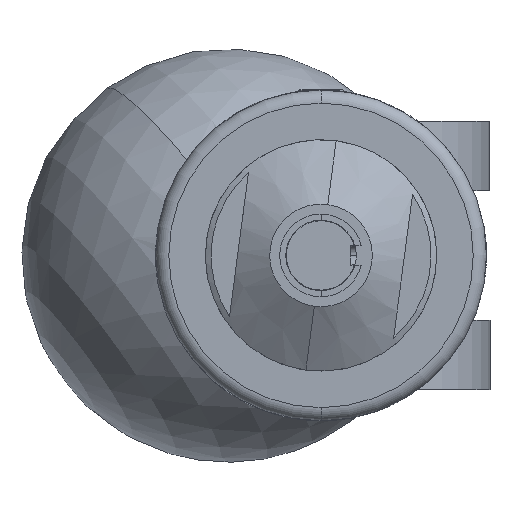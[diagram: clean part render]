
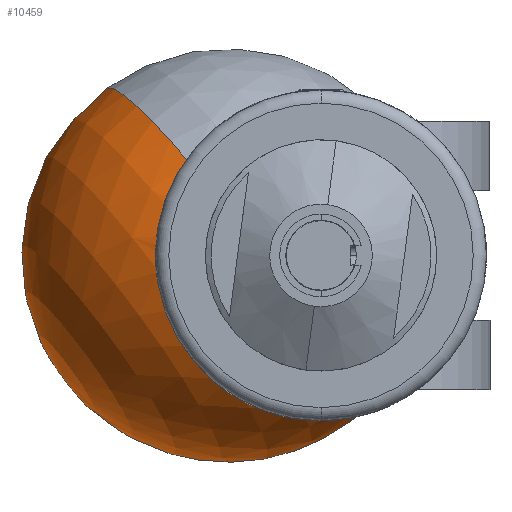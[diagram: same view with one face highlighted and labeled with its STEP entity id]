
A CAD part, left-side view. The second image highlights one B-rep face of the part: STEP entity #10459.
In plain terms, the highlighted spherical face has radius 15.875 mm.
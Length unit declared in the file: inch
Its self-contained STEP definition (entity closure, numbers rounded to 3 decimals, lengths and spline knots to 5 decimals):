
#390 = ORIENTED_EDGE ( 'NONE', *, *, #7763, .F. ) ;
#663 = DIRECTION ( 'NONE',  ( 0.127, -0.801, 0.585 ) ) ;
#832 = CARTESIAN_POINT ( 'NONE',  ( 5.19453, 0.04597, -0.20274 ) ) ;
#1483 = ORIENTED_EDGE ( 'NONE', *, *, #2062, .T. ) ;
#1485 = VERTEX_POINT ( 'NONE', #11520 ) ;
#1551 = CARTESIAN_POINT ( 'NONE',  ( 5.13993, 0.39068, -0.14627 ) ) ;
#1749 = VERTEX_POINT ( 'NONE', #7356 ) ;
#1982 = CARTESIAN_POINT ( 'NONE',  ( 5.73742, 0.28004, 0. ) ) ;
#2062 = EDGE_CURVE ( 'NONE', #3327, #1485, #7365, .T. ) ;
#2629 = CIRCLE ( 'NONE', #8404, 0.625 ) ;
#3018 = AXIS2_PLACEMENT_3D ( 'NONE', #6633, #7518, #663 ) ;
#3327 = VERTEX_POINT ( 'NONE', #1551 ) ;
#3585 = CARTESIAN_POINT ( 'NONE',  ( 5.17165, 0.19044, 0. ) ) ;
#3707 = DIRECTION ( 'NONE',  ( 0.127, -0.801, 0.585 ) ) ;
#4347 = AXIS2_PLACEMENT_3D ( 'NONE', #9797, #5755, #8627 ) ;
#4531 = AXIS2_PLACEMENT_3D ( 'NONE', #3585, #12403, #3707 ) ;
#4542 = DIRECTION ( 'NONE',  ( -0.127, 0.801, -0.585 ) ) ;
#5100 = EDGE_CURVE ( 'NONE', #7351, #3327, #6801, .T. ) ;
#5243 = EDGE_LOOP ( 'NONE', ( #390, #10219, #8964, #1483 ) ) ;
#5597 = DIRECTION ( 'NONE',  ( 0., 0.59, 0.808 ) ) ;
#5633 = FACE_OUTER_BOUND ( 'NONE', #5243, .T. ) ;
#5755 = DIRECTION ( 'NONE',  ( 0.127, -0.801, 0.585 ) ) ;
#6617 = CARTESIAN_POINT ( 'NONE',  ( 5.73742, 0.28004, 0. ) ) ;
#6633 = CARTESIAN_POINT ( 'NONE',  ( 5.17165, 0.19044, 0. ) ) ;
#6801 = CIRCLE ( 'NONE', #4531, 0.25 ) ;
#7250 = EDGE_CURVE ( 'NONE', #1749, #7351, #9250, .T. ) ;
#7351 = VERTEX_POINT ( 'NONE', #832 ) ;
#7356 = CARTESIAN_POINT ( 'NONE',  ( 6.35472, 0.37782, 0. ) ) ;
#7365 = CIRCLE ( 'NONE', #3018, 0.25 ) ;
#7518 = DIRECTION ( 'NONE',  ( 0.988, 0.156, 0. ) ) ;
#7763 = EDGE_CURVE ( 'NONE', #1749, #1485, #2629, .T. ) ;
#8404 = AXIS2_PLACEMENT_3D ( 'NONE', #1982, #9113, #11012 ) ;
#8627 = DIRECTION ( 'NONE',  ( 0.092, -0.578, -0.811 ) ) ;
#8702 = SPHERICAL_SURFACE ( 'NONE', #4347, 0.625 ) ;
#8964 = ORIENTED_EDGE ( 'NONE', *, *, #5100, .T. ) ;
#9113 = DIRECTION ( 'NONE',  ( 0.127, -0.801, 0.585 ) ) ;
#9250 = CIRCLE ( 'NONE', #12581, 0.625 ) ;
#9797 = CARTESIAN_POINT ( 'NONE',  ( 5.73742, 0.28004, 0. ) ) ;
#10219 = ORIENTED_EDGE ( 'NONE', *, *, #7250, .T. ) ;
#10459 = ADVANCED_FACE ( 'NONE', ( #5633 ), #8702, .T. ) ;
#11012 = DIRECTION ( 'NONE',  ( 0., -0.59, -0.808 ) ) ;
#11520 = CARTESIAN_POINT ( 'NONE',  ( 5.14877, 0.3349, 0.20274 ) ) ;
#12403 = DIRECTION ( 'NONE',  ( 0.988, 0.156, 0. ) ) ;
#12581 = AXIS2_PLACEMENT_3D ( 'NONE', #6617, #4542, #5597 ) ;
